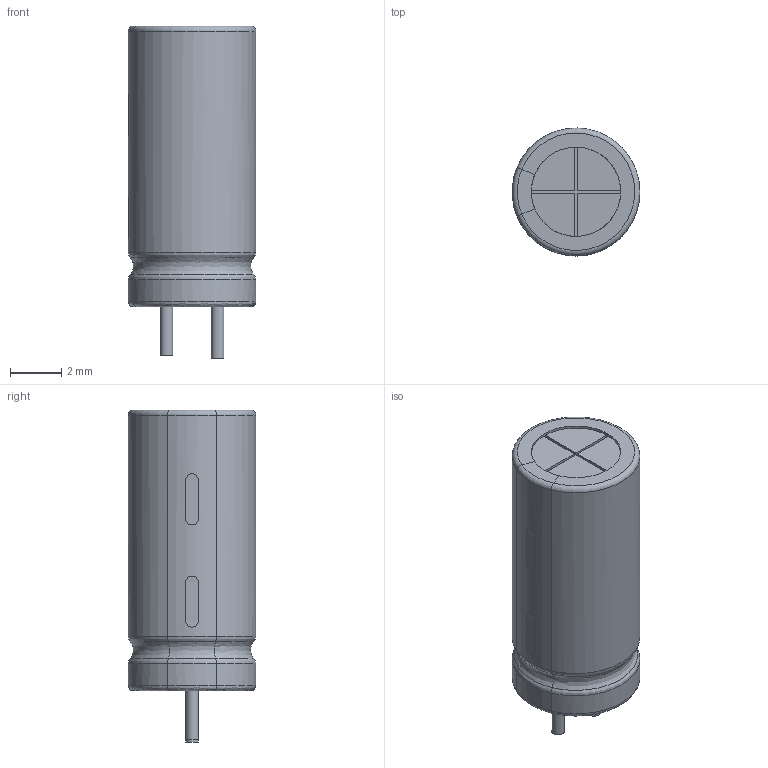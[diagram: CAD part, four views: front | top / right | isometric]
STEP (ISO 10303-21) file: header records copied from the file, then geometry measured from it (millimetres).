
FILE_DESCRIPTION(/* description */ ('model of CP_Radial_D5.0mm_L11.0mm_P2.00mm'),/* implementation_level */ '2;1');
FILE_NAME(/* name */ 'CP_Radial_D5.0mm_L11.0mm_P2.00mm.step',/* time_stamp */ '2021-10-16T11:12:12',/* author */ ('kicad StepUp','ksu'),/* organization */ ('FreeCAD'),/* preprocessor_version */ 'OCC',/* originating_system */ 'kicad StepUp',/* authorisation */ '');
FILE_SCHEMA(('AUTOMOTIVE_DESIGN { 1 0 10303 214 1 1 1 1 }'));
Length unit declared in the file: millimetre
Products named in the file (1): CP_Radial_D50mm_L110mm_P200mm
Bounding box: 5 x 5 x 13 mm (x, y, z)
Volume: 210.8 mm3; surface area: 242 mm2
Topology: 1 solids, 2 shells, 47 faces, 114 edges, 75 vertices
Faces by surface type: plane 23, cylinder 14, bspline 4, revolution 4, torus 2
Full cylindrical faces by diameter (mm): 0.5 x2
Entity records: 3811 total; most frequent: CARTESIAN_POINT 1375, DIRECTION 385, ORIENTED_EDGE 228, PCURVE 228, DEFINITIONAL_REPRESENTATION 228, LINE 180, VECTOR 180, EDGE_CURVE 114
